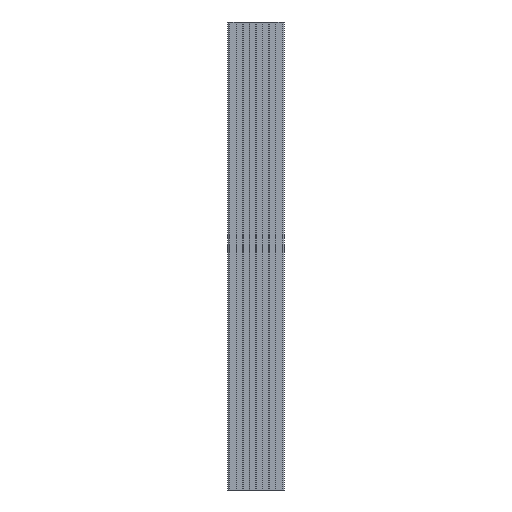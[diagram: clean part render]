
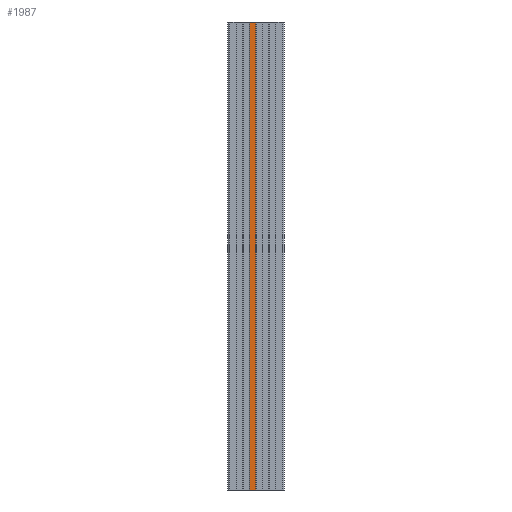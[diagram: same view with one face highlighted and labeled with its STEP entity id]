
A CAD part, front view. The second image highlights one B-rep face of the part: STEP entity #1987.
In plain terms, the highlighted planar face has unit normal (0, -1, 0).
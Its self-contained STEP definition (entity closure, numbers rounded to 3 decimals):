
#15=PLANE('',#2099);
#74=FACE_OUTER_BOUND('',#179,.T.);
#179=EDGE_LOOP('',(#1330,#1331,#1332,#1333));
#286=LINE('',#2931,#499);
#287=LINE('',#2934,#500);
#288=LINE('',#2936,#501);
#289=LINE('',#2937,#502);
#499=VECTOR('',#2314,1000.);
#500=VECTOR('',#2317,13.4);
#501=VECTOR('',#2318,13.4);
#502=VECTOR('',#2319,1000.);
#809=VERTEX_POINT('',#2927);
#810=VERTEX_POINT('',#2929);
#811=VERTEX_POINT('',#2933);
#812=VERTEX_POINT('',#2935);
#1018=EDGE_CURVE('',#809,#810,#286,.T.);
#1019=EDGE_CURVE('',#811,#809,#287,.T.);
#1020=EDGE_CURVE('',#812,#810,#288,.T.);
#1021=EDGE_CURVE('',#811,#812,#289,.T.);
#1330=ORIENTED_EDGE('',*,*,#1019,.T.);
#1331=ORIENTED_EDGE('',*,*,#1018,.T.);
#1332=ORIENTED_EDGE('',*,*,#1020,.F.);
#1333=ORIENTED_EDGE('',*,*,#1021,.F.);
#1987=ADVANCED_FACE('',(#74),#15,.T.);
#2099=AXIS2_PLACEMENT_3D('',#2932,#2315,#2316);
#2314=DIRECTION('',(0.,0.,1.));
#2315=DIRECTION('center_axis',(0.,-1.,0.));
#2316=DIRECTION('ref_axis',(1.,0.,0.));
#2317=DIRECTION('',(1.,0.,0.));
#2318=DIRECTION('',(1.,0.,0.));
#2319=DIRECTION('',(0.,0.,1.));
#2927=CARTESIAN_POINT('',(-0.3,0.,0.));
#2929=CARTESIAN_POINT('',(-0.3,0.,1000.));
#2931=CARTESIAN_POINT('',(-0.3,0.,0.));
#2932=CARTESIAN_POINT('Origin',(-13.7,0.,
0.));
#2933=CARTESIAN_POINT('',(-13.7,0.,0.));
#2934=CARTESIAN_POINT('',(-13.7,0.,0.));
#2935=CARTESIAN_POINT('',(-13.7,0.,1000.));
#2936=CARTESIAN_POINT('',(-13.7,0.,1000.));
#2937=CARTESIAN_POINT('',(-13.7,0.,0.));
